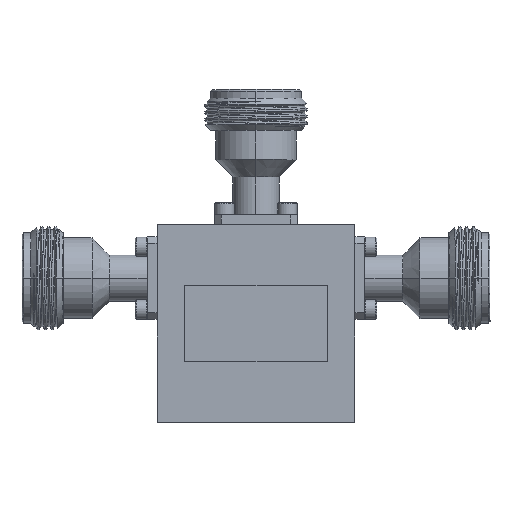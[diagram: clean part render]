
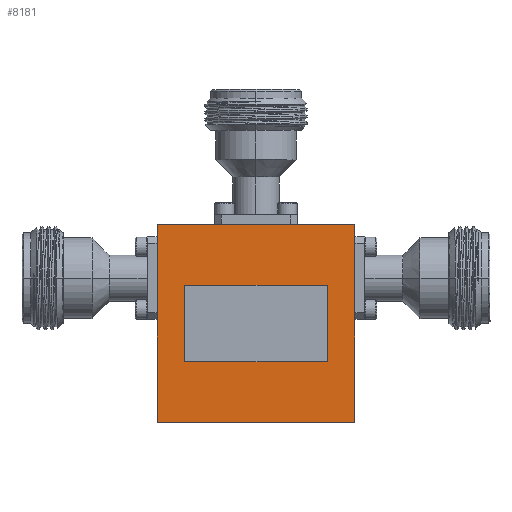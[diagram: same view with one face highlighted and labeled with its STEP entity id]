
A CAD part, top view. The second image highlights one B-rep face of the part: STEP entity #8181.
In plain terms, the highlighted planar face has unit normal (0, 0, 1).
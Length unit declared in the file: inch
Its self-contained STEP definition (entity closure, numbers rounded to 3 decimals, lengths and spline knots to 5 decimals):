
#426 = AXIS2_PLACEMENT_3D ( 'NONE', #4325, #9641, #1676 ) ;
#700 = ORIENTED_EDGE ( 'NONE', *, *, #7768, .T. ) ;
#1115 = LINE ( 'NONE', #14220, #12538 ) ;
#1166 = VERTEX_POINT ( 'NONE', #11175 ) ;
#1478 = VECTOR ( 'NONE', #2851, 39.37008 ) ;
#1676 = DIRECTION ( 'NONE',  ( -1., 0., 0. ) ) ;
#1734 = FACE_BOUND ( 'NONE', #10984, .T. ) ;
#1791 = PLANE ( 'NONE',  #426 ) ;
#2028 = LINE ( 'NONE', #8723, #8696 ) ;
#2255 = DIRECTION ( 'NONE',  ( -1., 0., 0. ) ) ;
#2429 = VERTEX_POINT ( 'NONE', #12154 ) ;
#2851 = DIRECTION ( 'NONE',  ( 0., -1., 0. ) ) ;
#2861 = CARTESIAN_POINT ( 'NONE',  ( -0.43274, -0.23248, 0.33465 ) ) ;
#3508 = CARTESIAN_POINT ( 'NONE',  ( -0.60039, -0.60039, 0.33465 ) ) ;
#3518 = VERTEX_POINT ( 'NONE', #3597 ) ;
#3597 = CARTESIAN_POINT ( 'NONE',  ( 0.60039, 0.60039, 0.33465 ) ) ;
#3672 = CARTESIAN_POINT ( 'NONE',  ( -0.43274, 0.23248, 0.33465 ) ) ;
#3704 = CARTESIAN_POINT ( 'NONE',  ( 0.43274, -0.23248, 0.33465 ) ) ;
#4279 = ORIENTED_EDGE ( 'NONE', *, *, #4842, .F. ) ;
#4325 = CARTESIAN_POINT ( 'NONE',  ( 0., 0., 0.33465 ) ) ;
#4640 = CARTESIAN_POINT ( 'NONE',  ( -0.60039, -0.60039, 0.33465 ) ) ;
#4746 = ORIENTED_EDGE ( 'NONE', *, *, #9273, .T. ) ;
#4760 = VERTEX_POINT ( 'NONE', #3704 ) ;
#4842 = EDGE_CURVE ( 'NONE', #2429, #10355, #12598, .T. ) ;
#5329 = ORIENTED_EDGE ( 'NONE', *, *, #12642, .T. ) ;
#5883 = LINE ( 'NONE', #16977, #14786 ) ;
#5899 = VECTOR ( 'NONE', #8562, 39.37008 ) ;
#6684 = ORIENTED_EDGE ( 'NONE', *, *, #7852, .F. ) ;
#6712 = VERTEX_POINT ( 'NONE', #3508 ) ;
#7407 = LINE ( 'NONE', #8166, #12171 ) ;
#7651 = EDGE_CURVE ( 'NONE', #6712, #1166, #8620, .T. ) ;
#7768 = EDGE_CURVE ( 'NONE', #1166, #3518, #1115, .T. ) ;
#7852 = EDGE_CURVE ( 'NONE', #4760, #2429, #5883, .T. ) ;
#8156 = ORIENTED_EDGE ( 'NONE', *, *, #12471, .F. ) ;
#8166 = CARTESIAN_POINT ( 'NONE',  ( -0.43274, -0.23248, 0.33465 ) ) ;
#8181 = ADVANCED_FACE ( 'NONE', ( #11713, #1734 ), #1791, .F. ) ;
#8281 = LINE ( 'NONE', #15141, #10558 ) ;
#8562 = DIRECTION ( 'NONE',  ( 1., 0., 0. ) ) ;
#8607 = DIRECTION ( 'NONE',  ( 1., 0., 0. ) ) ;
#8620 = LINE ( 'NONE', #4640, #5899 ) ;
#8696 = VECTOR ( 'NONE', #2255, 39.37008 ) ;
#8723 = CARTESIAN_POINT ( 'NONE',  ( -0.60039, 0.60039, 0.33465 ) ) ;
#9273 = EDGE_CURVE ( 'NONE', #11062, #6712, #12931, .T. ) ;
#9641 = DIRECTION ( 'NONE',  ( 0., 0., -1. ) ) ;
#9693 = VECTOR ( 'NONE', #15907, 39.37008 ) ;
#10355 = VERTEX_POINT ( 'NONE', #3672 ) ;
#10525 = CARTESIAN_POINT ( 'NONE',  ( -0.43274, 0.23248, 0.33465 ) ) ;
#10558 = VECTOR ( 'NONE', #8607, 39.37008 ) ;
#10984 = EDGE_LOOP ( 'NONE', ( #6684, #8156, #13332, #4279 ) ) ;
#11062 = VERTEX_POINT ( 'NONE', #12076 ) ;
#11175 = CARTESIAN_POINT ( 'NONE',  ( 0.60039, -0.60039, 0.33465 ) ) ;
#11713 = FACE_OUTER_BOUND ( 'NONE', #13305, .T. ) ;
#12076 = CARTESIAN_POINT ( 'NONE',  ( -0.60039, 0.60039, 0.33465 ) ) ;
#12154 = CARTESIAN_POINT ( 'NONE',  ( 0.43274, 0.23248, 0.33465 ) ) ;
#12171 = VECTOR ( 'NONE', #14749, 39.37008 ) ;
#12471 = EDGE_CURVE ( 'NONE', #15156, #4760, #8281, .T. ) ;
#12538 = VECTOR ( 'NONE', #12736, 39.37008 ) ;
#12598 = LINE ( 'NONE', #10525, #9693 ) ;
#12642 = EDGE_CURVE ( 'NONE', #3518, #11062, #2028, .T. ) ;
#12736 = DIRECTION ( 'NONE',  ( 0., 1., 0. ) ) ;
#12931 = LINE ( 'NONE', #13482, #1478 ) ;
#13305 = EDGE_LOOP ( 'NONE', ( #700, #5329, #4746, #15314 ) ) ;
#13332 = ORIENTED_EDGE ( 'NONE', *, *, #15193, .F. ) ;
#13482 = CARTESIAN_POINT ( 'NONE',  ( -0.60039, -0.60039, 0.33465 ) ) ;
#14220 = CARTESIAN_POINT ( 'NONE',  ( 0.60039, -0.60039, 0.33465 ) ) ;
#14448 = DIRECTION ( 'NONE',  ( 0., 1., 0. ) ) ;
#14749 = DIRECTION ( 'NONE',  ( 0., -1., 0. ) ) ;
#14786 = VECTOR ( 'NONE', #14448, 39.37008 ) ;
#15141 = CARTESIAN_POINT ( 'NONE',  ( -0.43274, -0.23248, 0.33465 ) ) ;
#15156 = VERTEX_POINT ( 'NONE', #2861 ) ;
#15193 = EDGE_CURVE ( 'NONE', #10355, #15156, #7407, .T. ) ;
#15314 = ORIENTED_EDGE ( 'NONE', *, *, #7651, .T. ) ;
#15907 = DIRECTION ( 'NONE',  ( -1., 0., 0. ) ) ;
#16977 = CARTESIAN_POINT ( 'NONE',  ( 0.43274, -0.23248, 0.33465 ) ) ;
